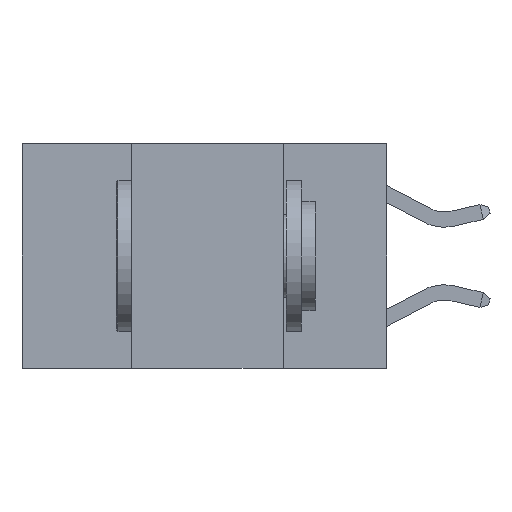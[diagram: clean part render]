
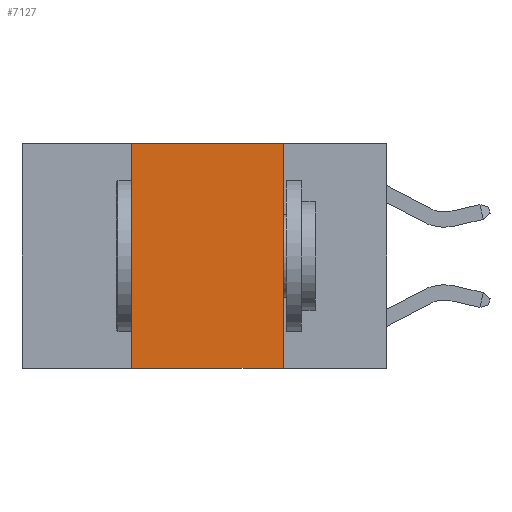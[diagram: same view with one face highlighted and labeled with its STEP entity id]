
A CAD part, left-side view. The second image highlights one B-rep face of the part: STEP entity #7127.
In plain terms, the highlighted planar face has unit normal (-1, 0, 0).
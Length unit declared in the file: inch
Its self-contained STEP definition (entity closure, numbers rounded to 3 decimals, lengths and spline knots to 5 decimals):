
#1263 = ORIENTED_EDGE ( 'NONE', *, *, #7832, .T. ) ;
#1840 = LINE ( 'NONE', #18687, #3684 ) ;
#2365 = DIRECTION ( 'NONE',  ( 0., 0., 1. ) ) ;
#3469 = DIRECTION ( 'NONE',  ( 0., -1., 0. ) ) ;
#3541 = PLANE ( 'NONE',  #14567 ) ;
#3684 = VECTOR ( 'NONE', #3469, 39.37008 ) ;
#3718 = DIRECTION ( 'NONE',  ( 0., 0., -1. ) ) ;
#3796 = EDGE_LOOP ( 'NONE', ( #10309, #4105, #11666, #1263 ) ) ;
#4105 = ORIENTED_EDGE ( 'NONE', *, *, #6918, .F. ) ;
#4612 = VERTEX_POINT ( 'NONE', #10098 ) ;
#4624 = EDGE_CURVE ( 'NONE', #13587, #5372, #16285, .T. ) ;
#5215 = CARTESIAN_POINT ( 'NONE',  ( 0., 0.42, -0.37 ) ) ;
#5372 = VERTEX_POINT ( 'NONE', #15669 ) ;
#6708 = VECTOR ( 'NONE', #7715, 39.37008 ) ;
#6918 = EDGE_CURVE ( 'NONE', #5372, #4612, #18767, .T. ) ;
#6980 = VECTOR ( 'NONE', #2365, 39.37008 ) ;
#7108 = VERTEX_POINT ( 'NONE', #17445 ) ;
#7127 = ADVANCED_FACE ( 'NONE', ( #14624 ), #3541, .F. ) ;
#7715 = DIRECTION ( 'NONE',  ( 0., -1., 0. ) ) ;
#7832 = EDGE_CURVE ( 'NONE', #13587, #7108, #1840, .T. ) ;
#8192 = VECTOR ( 'NONE', #3718, 39.37008 ) ;
#9631 = DIRECTION ( 'NONE',  ( 0., 0., -1. ) ) ;
#10098 = CARTESIAN_POINT ( 'NONE',  ( 0., 0.17, 0. ) ) ;
#10309 = ORIENTED_EDGE ( 'NONE', *, *, #11384, .F. ) ;
#11161 = CARTESIAN_POINT ( 'NONE',  ( 0., 0.6, 0. ) ) ;
#11384 = EDGE_CURVE ( 'NONE', #4612, #7108, #16204, .T. ) ;
#11666 = ORIENTED_EDGE ( 'NONE', *, *, #4624, .F. ) ;
#13587 = VERTEX_POINT ( 'NONE', #5215 ) ;
#13712 = CARTESIAN_POINT ( 'NONE',  ( 0., 0.6, 0. ) ) ;
#14567 = AXIS2_PLACEMENT_3D ( 'NONE', #11161, #19063, #9631 ) ;
#14624 = FACE_OUTER_BOUND ( 'NONE', #3796, .T. ) ;
#15669 = CARTESIAN_POINT ( 'NONE',  ( 0., 0.42, 0. ) ) ;
#16204 = LINE ( 'NONE', #19141, #8192 ) ;
#16285 = LINE ( 'NONE', #17612, #6980 ) ;
#17445 = CARTESIAN_POINT ( 'NONE',  ( 0., 0.17, -0.37 ) ) ;
#17612 = CARTESIAN_POINT ( 'NONE',  ( 0., 0.42, 0. ) ) ;
#18687 = CARTESIAN_POINT ( 'NONE',  ( 0., 0.6, -0.37 ) ) ;
#18767 = LINE ( 'NONE', #13712, #6708 ) ;
#19063 = DIRECTION ( 'NONE',  ( 1., 0., 0. ) ) ;
#19141 = CARTESIAN_POINT ( 'NONE',  ( 0., 0.17, 0. ) ) ;
